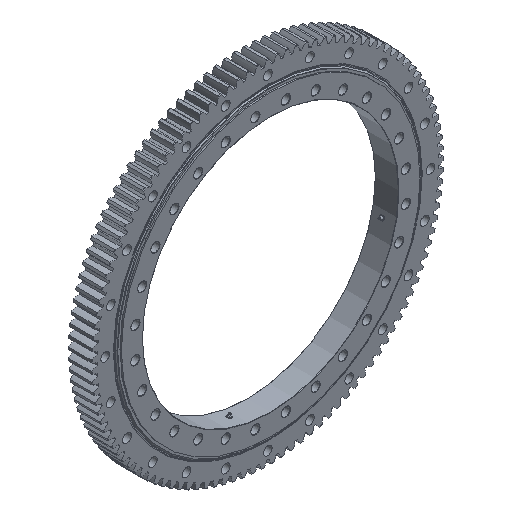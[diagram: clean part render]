
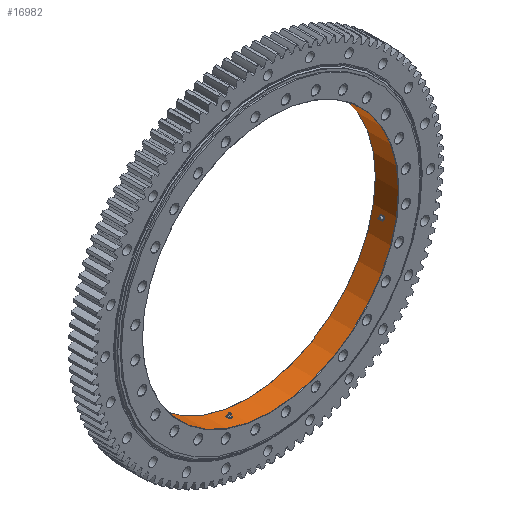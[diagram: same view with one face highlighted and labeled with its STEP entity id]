
A CAD part, isometric view. The second image highlights one B-rep face of the part: STEP entity #16982.
In plain terms, the highlighted cylindrical face has radius 352.425 mm (diameter 704.85 mm), a full revolution.
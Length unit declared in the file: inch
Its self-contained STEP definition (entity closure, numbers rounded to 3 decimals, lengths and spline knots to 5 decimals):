
#44=CYLINDRICAL_SURFACE('',#18159,13.875);
#567=FACE_BOUND('',#3337,.T.);
#718=LINE('',#32846,#1316);
#1316=VECTOR('',#20830,13.875);
#2365=FACE_OUTER_BOUND('',#3336,.T.);
#3336=EDGE_LOOP('',(#11726,#11727,#11728,#11729,#11730,#11731));
#3337=EDGE_LOOP('',(#11732,#11733));
#4426=CIRCLE('',#18157,13.875);
#4427=CIRCLE('',#18158,13.875);
#4428=CIRCLE('',#18160,13.875);
#4429=CIRCLE('',#18161,13.875);
#5989=B_SPLINE_CURVE_WITH_KNOTS('',3,(#32849,#32850,#32851,#32852,#32853,
#32854,#32855,#32856,#32857,#32858,#32859,#32860,#32861,#32862,#32863,#32864,
#32865,#32866),.UNSPECIFIED.,.F.,.F.,(4,2,2,2,2,2,2,2,4),(0.,0.35935,
0.7187,1.07804,1.43739,1.79674,2.15609,
2.51543,2.87478),.UNSPECIFIED.);
#5990=B_SPLINE_CURVE_WITH_KNOTS('',3,(#32867,#32868,#32869,#32870,#32871,
#32872,#32873,#32874,#32875,#32876,#32877,#32878,#32879,#32880,#32881,#32882,
#32883,#32884,#32885,#32886,#32887,#32888,#32889,#32890,#32891,#32892,#32893,
#32894,#32895,#32896,#32897,#32898,#32899,#32900,#32901,#32902,#32903,#32904,
#32905,#32906,#32907,#32908,#32909,#32910,#32911,#32912,#32913,#32914,#32915,
#32916),.UNSPECIFIED.,.F.,.F.,(4,2,2,2,2,2,2,2,2,2,2,2,2,2,2,2,2,2,2,2,
2,2,2,2,4),(2.87478,3.23413,3.59348,3.95283,
4.31217,4.67152,5.03087,5.39022,5.74956,
6.10891,6.46826,6.82761,7.18696,7.5463,
7.90565,8.265,8.62435,8.98369,9.34304,
9.70239,10.06174,10.42109,10.78043,11.13978,
11.49913),.UNSPECIFIED.);
#6706=VERTEX_POINT('',#32836);
#6707=VERTEX_POINT('',#32838);
#6708=VERTEX_POINT('',#32842);
#6709=VERTEX_POINT('',#32843);
#6710=VERTEX_POINT('',#32847);
#6711=VERTEX_POINT('',#32848);
#8642=EDGE_CURVE('',#6706,#6707,#4426,.T.);
#8643=EDGE_CURVE('',#6707,#6706,#4427,.T.);
#8644=EDGE_CURVE('',#6708,#6709,#4428,.T.);
#8645=EDGE_CURVE('',#6709,#6708,#4429,.T.);
#8646=EDGE_CURVE('',#6709,#6707,#718,.T.);
#8647=EDGE_CURVE('',#6710,#6711,#5989,.T.);
#8648=EDGE_CURVE('',#6711,#6710,#5990,.T.);
#11726=ORIENTED_EDGE('',*,*,#8644,.F.);
#11727=ORIENTED_EDGE('',*,*,#8645,.F.);
#11728=ORIENTED_EDGE('',*,*,#8646,.T.);
#11729=ORIENTED_EDGE('',*,*,#8642,.F.);
#11730=ORIENTED_EDGE('',*,*,#8643,.F.);
#11731=ORIENTED_EDGE('',*,*,#8646,.F.);
#11732=ORIENTED_EDGE('',*,*,#8647,.T.);
#11733=ORIENTED_EDGE('',*,*,#8648,.T.);
#16982=ADVANCED_FACE('',(#2365,#567),#44,.F.);
#18157=AXIS2_PLACEMENT_3D('',#32839,#20820,#20821);
#18158=AXIS2_PLACEMENT_3D('',#32840,#20822,#20823);
#18159=AXIS2_PLACEMENT_3D('',#32841,#20824,#20825);
#18160=AXIS2_PLACEMENT_3D('',#32844,#20826,#20827);
#18161=AXIS2_PLACEMENT_3D('',#32845,#20828,#20829);
#20820=DIRECTION('center_axis',(0.,1.,0.));
#20821=DIRECTION('ref_axis',(1.,0.,0.));
#20822=DIRECTION('center_axis',(0.,1.,0.));
#20823=DIRECTION('ref_axis',(1.,0.,0.));
#20824=DIRECTION('center_axis',(0.,1.,0.));
#20825=DIRECTION('ref_axis',(-1.,0.,0.));
#20826=DIRECTION('center_axis',(0.,-1.,0.));
#20827=DIRECTION('ref_axis',(1.,0.,0.));
#20828=DIRECTION('center_axis',(0.,-1.,0.));
#20829=DIRECTION('ref_axis',(1.,0.,0.));
#20830=DIRECTION('',(0.,-1.,0.));
#32836=CARTESIAN_POINT('',(-13.875,-1.4075,0.));
#32838=CARTESIAN_POINT('',(13.875,-1.4075,0.));
#32839=CARTESIAN_POINT('Origin',(0.,-1.4075,0.));
#32840=CARTESIAN_POINT('Origin',(0.,-1.4075,0.));
#32841=CARTESIAN_POINT('Origin',(0.,-0.156,0.));
#32842=CARTESIAN_POINT('',(-13.875,1.0955,0.));
#32843=CARTESIAN_POINT('',(13.875,1.0955,0.));
#32844=CARTESIAN_POINT('Origin',(0.,1.0955,0.));
#32845=CARTESIAN_POINT('Origin',(0.,1.0955,0.));
#32846=CARTESIAN_POINT('',(13.875,-0.156,0.));
#32847=CARTESIAN_POINT('',(-13.85466,0.,-0.751));
#32848=CARTESIAN_POINT('',(-13.875,-0.751,0.));
#32849=CARTESIAN_POINT('Ctrl Pts',(-13.85466,0.,
-0.751));
#32850=CARTESIAN_POINT('Ctrl Pts',(-13.85466,-0.04716,
-0.751));
#32851=CARTESIAN_POINT('Ctrl Pts',(-13.85491,-0.09592,
-0.74649));
#32852=CARTESIAN_POINT('Ctrl Pts',(-13.85592,-0.19293,
-0.72748));
#32853=CARTESIAN_POINT('Ctrl Pts',(-13.85668,-0.24116,
-0.71298));
#32854=CARTESIAN_POINT('Ctrl Pts',(-13.8586,-0.33368,
-0.67466));
#32855=CARTESIAN_POINT('Ctrl Pts',(-13.85976,-0.37803,
-0.6508));
#32856=CARTESIAN_POINT('Ctrl Pts',(-13.86224,-0.46004,
-0.59566));
#32857=CARTESIAN_POINT('Ctrl Pts',(-13.86356,-0.4977,
-0.56437));
#32858=CARTESIAN_POINT('Ctrl Pts',(-13.86611,-0.56437,
-0.4977));
#32859=CARTESIAN_POINT('Ctrl Pts',(-13.86743,-0.59566,-0.46004));
#32860=CARTESIAN_POINT('Ctrl Pts',(-13.86991,-0.6508,
-0.37803));
#32861=CARTESIAN_POINT('Ctrl Pts',(-13.87106,-0.67466,
-0.33368));
#32862=CARTESIAN_POINT('Ctrl Pts',(-13.87298,-0.71298,
-0.24116));
#32863=CARTESIAN_POINT('Ctrl Pts',(-13.87374,-0.72748,
-0.19293));
#32864=CARTESIAN_POINT('Ctrl Pts',(-13.87475,-0.74649,
-0.09592));
#32865=CARTESIAN_POINT('Ctrl Pts',(-13.875,-0.751,-0.04716));
#32866=CARTESIAN_POINT('Ctrl Pts',(-13.875,-0.751,0.));
#32867=CARTESIAN_POINT('Ctrl Pts',(-13.875,-0.751,0.));
#32868=CARTESIAN_POINT('Ctrl Pts',(-13.875,-0.751,0.04716));
#32869=CARTESIAN_POINT('Ctrl Pts',(-13.87475,-0.74649,
0.09592));
#32870=CARTESIAN_POINT('Ctrl Pts',(-13.87374,-0.72748,
0.19293));
#32871=CARTESIAN_POINT('Ctrl Pts',(-13.87298,-0.71298,
0.24116));
#32872=CARTESIAN_POINT('Ctrl Pts',(-13.87106,-0.67466,
0.33368));
#32873=CARTESIAN_POINT('Ctrl Pts',(-13.86991,-0.6508,
0.37803));
#32874=CARTESIAN_POINT('Ctrl Pts',(-13.86743,-0.59566,
0.46004));
#32875=CARTESIAN_POINT('Ctrl Pts',(-13.86611,-0.56437,
0.4977));
#32876=CARTESIAN_POINT('Ctrl Pts',(-13.86356,-0.4977,
0.56437));
#32877=CARTESIAN_POINT('Ctrl Pts',(-13.86224,-0.46004,
0.59566));
#32878=CARTESIAN_POINT('Ctrl Pts',(-13.85976,-0.37803,
0.6508));
#32879=CARTESIAN_POINT('Ctrl Pts',(-13.8586,-0.33368,
0.67466));
#32880=CARTESIAN_POINT('Ctrl Pts',(-13.85668,-0.24116,
0.71298));
#32881=CARTESIAN_POINT('Ctrl Pts',(-13.85592,-0.19293,
0.72748));
#32882=CARTESIAN_POINT('Ctrl Pts',(-13.85491,-0.09592,
0.74649));
#32883=CARTESIAN_POINT('Ctrl Pts',(-13.85466,-0.04716,
0.751));
#32884=CARTESIAN_POINT('Ctrl Pts',(-13.85466,0.04716,
0.751));
#32885=CARTESIAN_POINT('Ctrl Pts',(-13.85491,0.09592,
0.74649));
#32886=CARTESIAN_POINT('Ctrl Pts',(-13.85592,0.19293,
0.72748));
#32887=CARTESIAN_POINT('Ctrl Pts',(-13.85668,0.24116,
0.71298));
#32888=CARTESIAN_POINT('Ctrl Pts',(-13.8586,0.33368,
0.67466));
#32889=CARTESIAN_POINT('Ctrl Pts',(-13.85976,0.37803,0.6508));
#32890=CARTESIAN_POINT('Ctrl Pts',(-13.86224,0.46004,
0.59566));
#32891=CARTESIAN_POINT('Ctrl Pts',(-13.86356,0.4977,
0.56437));
#32892=CARTESIAN_POINT('Ctrl Pts',(-13.86611,0.56437,
0.4977));
#32893=CARTESIAN_POINT('Ctrl Pts',(-13.86743,0.59566,0.46004));
#32894=CARTESIAN_POINT('Ctrl Pts',(-13.86991,0.6508,
0.37803));
#32895=CARTESIAN_POINT('Ctrl Pts',(-13.87106,0.67466,
0.33368));
#32896=CARTESIAN_POINT('Ctrl Pts',(-13.87298,0.71298,
0.24116));
#32897=CARTESIAN_POINT('Ctrl Pts',(-13.87374,0.72748,
0.19293));
#32898=CARTESIAN_POINT('Ctrl Pts',(-13.87475,0.74649,0.09592));
#32899=CARTESIAN_POINT('Ctrl Pts',(-13.875,0.751,0.04716));
#32900=CARTESIAN_POINT('Ctrl Pts',(-13.875,0.751,-0.04716));
#32901=CARTESIAN_POINT('Ctrl Pts',(-13.87475,0.74649,-0.09592));
#32902=CARTESIAN_POINT('Ctrl Pts',(-13.87374,0.72748,
-0.19293));
#32903=CARTESIAN_POINT('Ctrl Pts',(-13.87298,0.71298,
-0.24116));
#32904=CARTESIAN_POINT('Ctrl Pts',(-13.87106,0.67466,
-0.33368));
#32905=CARTESIAN_POINT('Ctrl Pts',(-13.86991,0.6508,
-0.37803));
#32906=CARTESIAN_POINT('Ctrl Pts',(-13.86743,0.59566,
-0.46004));
#32907=CARTESIAN_POINT('Ctrl Pts',(-13.86611,0.56437,
-0.4977));
#32908=CARTESIAN_POINT('Ctrl Pts',(-13.86356,0.4977,
-0.56437));
#32909=CARTESIAN_POINT('Ctrl Pts',(-13.86224,0.46004,
-0.59566));
#32910=CARTESIAN_POINT('Ctrl Pts',(-13.85976,0.37803,-0.6508));
#32911=CARTESIAN_POINT('Ctrl Pts',(-13.8586,0.33368,
-0.67466));
#32912=CARTESIAN_POINT('Ctrl Pts',(-13.85668,0.24116,-0.71298));
#32913=CARTESIAN_POINT('Ctrl Pts',(-13.85592,0.19293,
-0.72748));
#32914=CARTESIAN_POINT('Ctrl Pts',(-13.85491,0.09592,
-0.74649));
#32915=CARTESIAN_POINT('Ctrl Pts',(-13.85466,0.04716,
-0.751));
#32916=CARTESIAN_POINT('Ctrl Pts',(-13.85466,0.,-0.751));
